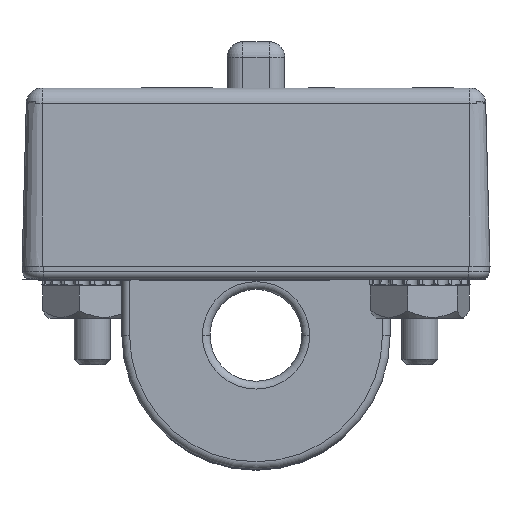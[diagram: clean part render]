
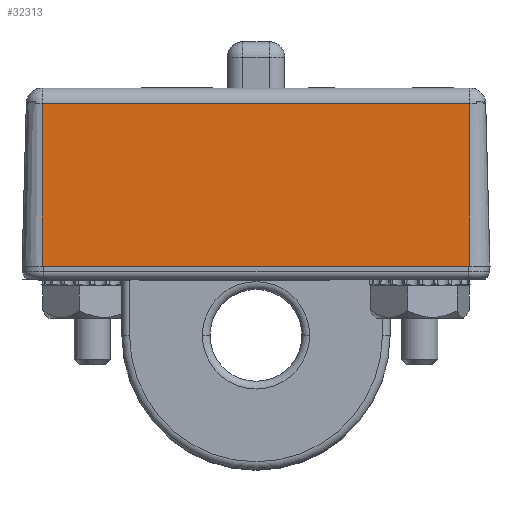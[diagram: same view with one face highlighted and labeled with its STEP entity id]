
A CAD part, left-side view. The second image highlights one B-rep face of the part: STEP entity #32313.
In plain terms, the highlighted face is planar.
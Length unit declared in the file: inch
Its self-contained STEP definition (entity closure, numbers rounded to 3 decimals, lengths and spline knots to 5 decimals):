
#1540 = CARTESIAN_POINT ( 'NONE',  ( -1.56403, 0.05843, -0.815 ) ) ;
#2096 = VERTEX_POINT ( 'NONE', #18860 ) ;
#6024 = VECTOR ( 'NONE', #46532, 39.37008 ) ;
#6410 = FACE_OUTER_BOUND ( 'NONE', #43616, .T. ) ;
#6621 = VERTEX_POINT ( 'NONE', #1540 ) ;
#8427 = PLANE ( 'NONE',  #10093 ) ;
#9348 = CARTESIAN_POINT ( 'NONE',  ( -1.56403, 0.05843, 0.815 ) ) ;
#10032 = VECTOR ( 'NONE', #54371, 39.37008 ) ;
#10093 = AXIS2_PLACEMENT_3D ( 'NONE', #17808, #22364, #54363 ) ;
#10808 = ORIENTED_EDGE ( 'NONE', *, *, #52661, .F. ) ;
#12586 = VERTEX_POINT ( 'NONE', #51830 ) ;
#12674 = EDGE_CURVE ( 'NONE', #2096, #12586, #21575, .T. ) ;
#13677 = VERTEX_POINT ( 'NONE', #52040 ) ;
#14136 = ORIENTED_EDGE ( 'NONE', *, *, #31330, .T. ) ;
#14512 = EDGE_CURVE ( 'NONE', #13677, #6621, #37192, .T. ) ;
#16489 = VECTOR ( 'NONE', #41285, 39.37008 ) ;
#17808 = CARTESIAN_POINT ( 'NONE',  ( -1.5625, 0., 0.815 ) ) ;
#18210 = CARTESIAN_POINT ( 'NONE',  ( -1.5625, 0., -0.815 ) ) ;
#18860 = CARTESIAN_POINT ( 'NONE',  ( -1.58031, 0.68, 0.815 ) ) ;
#21575 = LINE ( 'NONE', #33022, #22319 ) ;
#22319 = VECTOR ( 'NONE', #37647, 39.37008 ) ;
#22364 = DIRECTION ( 'NONE',  ( -1., -0.026, 0. ) ) ;
#26059 = ORIENTED_EDGE ( 'NONE', *, *, #14512, .T. ) ;
#30986 = LINE ( 'NONE', #41705, #6024 ) ;
#31330 = EDGE_CURVE ( 'NONE', #6621, #12586, #55804, .T. ) ;
#32313 = ADVANCED_FACE ( 'NONE', ( #6410 ), #8427, .T. ) ;
#33022 = CARTESIAN_POINT ( 'NONE',  ( -1.5625, 0., 0.815 ) ) ;
#37192 = LINE ( 'NONE', #18210, #10032 ) ;
#37647 = DIRECTION ( 'NONE',  ( 0.026, -1., 0. ) ) ;
#41285 = DIRECTION ( 'NONE',  ( 0., 0., 1. ) ) ;
#41705 = CARTESIAN_POINT ( 'NONE',  ( -1.58031, 0.68, -0.815 ) ) ;
#43616 = EDGE_LOOP ( 'NONE', ( #26059, #14136, #53864, #10808 ) ) ;
#46532 = DIRECTION ( 'NONE',  ( 0., 0., 1. ) ) ;
#51830 = CARTESIAN_POINT ( 'NONE',  ( -1.56403, 0.05843, 0.815 ) ) ;
#52040 = CARTESIAN_POINT ( 'NONE',  ( -1.58031, 0.68, -0.815 ) ) ;
#52661 = EDGE_CURVE ( 'NONE', #13677, #2096, #30986, .T. ) ;
#53864 = ORIENTED_EDGE ( 'NONE', *, *, #12674, .F. ) ;
#54363 = DIRECTION ( 'NONE',  ( 0.026, -1., 0. ) ) ;
#54371 = DIRECTION ( 'NONE',  ( 0.026, -1., 0. ) ) ;
#55804 = LINE ( 'NONE', #9348, #16489 ) ;
